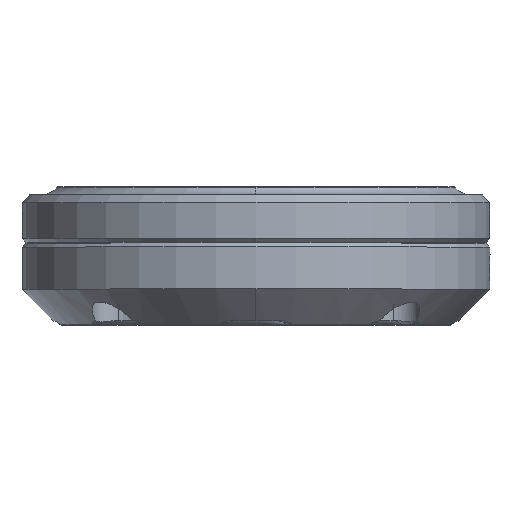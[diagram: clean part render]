
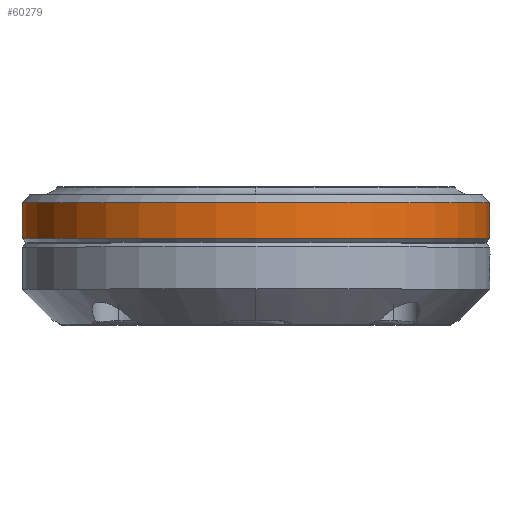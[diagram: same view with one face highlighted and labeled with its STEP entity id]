
A CAD part, top view. The second image highlights one B-rep face of the part: STEP entity #60279.
In plain terms, the highlighted cylindrical face has radius 29.5 mm (diameter 59 mm), a partial arc.
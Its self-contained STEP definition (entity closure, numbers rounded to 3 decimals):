
#2894 = DIRECTION ( 'NONE',  ( 0., 1., 0. ) ) ;
#4839 = CARTESIAN_POINT ( 'NONE',  ( 22.778, 12.2, 25.995 ) ) ;
#11207 = CYLINDRICAL_SURFACE ( 'NONE', #84878, 29.5 ) ;
#15894 = CARTESIAN_POINT ( 'NONE',  ( 22.778, 15.2, 25.995 ) ) ;
#16741 = EDGE_CURVE ( 'NONE', #92256, #89881, #86874, .T. ) ;
#26075 = B_SPLINE_CURVE_WITH_KNOTS ( 'NONE', 3,
 ( #86399, #95171, #51736, #112755 ),
 .UNSPECIFIED., .F., .F.,
 ( 4, 4 ),
 ( 0.167, 0.917 ),
 .UNSPECIFIED. ) ;
#27669 = DIRECTION ( 'NONE',  ( 0., 1., 0. ) ) ;
#27867 = CARTESIAN_POINT ( 'NONE',  ( 0., 10.7, 74.24 ) ) ;
#30409 = EDGE_LOOP ( 'NONE', ( #104107, #60983, #85434, #63919, #68880 ) ) ;
#31092 = CARTESIAN_POINT ( 'NONE',  ( 22.778, 13.7, 25.995 ) ) ;
#40529 = EDGE_CURVE ( 'NONE', #89881, #100160, #26075, .T. ) ;
#42994 = CARTESIAN_POINT ( 'NONE',  ( -22.778, 15.2, 25.995 ) ) ;
#45268 = CARTESIAN_POINT ( 'NONE',  ( 0., 15.2, 44.74 ) ) ;
#46169 = VERTEX_POINT ( 'NONE', #84432 ) ;
#48654 = EDGE_CURVE ( 'NONE', #79974, #46169, #73381, .T. ) ;
#50500 = DIRECTION ( 'NONE',  ( 0., -1., 0. ) ) ;
#51736 = CARTESIAN_POINT ( 'NONE',  ( -22.778, 12.2, 25.995 ) ) ;
#52600 = B_SPLINE_CURVE_WITH_KNOTS ( 'NONE', 3,
 ( #65703, #4839, #31092, #91989 ),
 .UNSPECIFIED., .F., .F.,
 ( 4, 4 ),
 ( 0.083, 0.833 ),
 .UNSPECIFIED. ) ;
#53997 = DIRECTION ( 'NONE',  ( 0., 0., 1. ) ) ;
#54355 = AXIS2_PLACEMENT_3D ( 'NONE', #55010, #2894, #63812 ) ;
#55010 = CARTESIAN_POINT ( 'NONE',  ( 0., 10.7, 44.74 ) ) ;
#60279 = ADVANCED_FACE ( 'NONE', ( #91637 ), #11207, .T. ) ;
#60983 = ORIENTED_EDGE ( 'NONE', *, *, #82102, .T. ) ;
#63812 = DIRECTION ( 'NONE',  ( 0., 0., 1. ) ) ;
#63919 = ORIENTED_EDGE ( 'NONE', *, *, #105902, .T. ) ;
#65703 = CARTESIAN_POINT ( 'NONE',  ( 22.778, 10.7, 25.995 ) ) ;
#68880 = ORIENTED_EDGE ( 'NONE', *, *, #16741, .T. ) ;
#70648 = CARTESIAN_POINT ( 'NONE',  ( -22.778, 10.7, 25.995 ) ) ;
#72434 = AXIS2_PLACEMENT_3D ( 'NONE', #45268, #106222, #53997 ) ;
#72545 = CIRCLE ( 'NONE', #54355, 29.5 ) ;
#73381 = CIRCLE ( 'NONE', #102468, 29.5 ) ;
#79808 = CARTESIAN_POINT ( 'NONE',  ( 0., 10.7, 44.74 ) ) ;
#79974 = VERTEX_POINT ( 'NONE', #27867 ) ;
#82102 = EDGE_CURVE ( 'NONE', #100160, #79974, #72545, .T. ) ;
#84432 = CARTESIAN_POINT ( 'NONE',  ( 22.778, 10.7, 25.995 ) ) ;
#84878 = AXIS2_PLACEMENT_3D ( 'NONE', #111532, #50500, #111888 ) ;
#85434 = ORIENTED_EDGE ( 'NONE', *, *, #48654, .T. ) ;
#86399 = CARTESIAN_POINT ( 'NONE',  ( -22.778, 15.2, 25.995 ) ) ;
#86874 = CIRCLE ( 'NONE', #72434, 29.5 ) ;
#88617 = DIRECTION ( 'NONE',  ( 0., 0., 1. ) ) ;
#89881 = VERTEX_POINT ( 'NONE', #42994 ) ;
#91637 = FACE_OUTER_BOUND ( 'NONE', #30409, .T. ) ;
#91989 = CARTESIAN_POINT ( 'NONE',  ( 22.778, 15.2, 25.995 ) ) ;
#92256 = VERTEX_POINT ( 'NONE', #15894 ) ;
#95171 = CARTESIAN_POINT ( 'NONE',  ( -22.778, 13.7, 25.995 ) ) ;
#100160 = VERTEX_POINT ( 'NONE', #70648 ) ;
#102468 = AXIS2_PLACEMENT_3D ( 'NONE', #79808, #27669, #88617 ) ;
#104107 = ORIENTED_EDGE ( 'NONE', *, *, #40529, .T. ) ;
#105902 = EDGE_CURVE ( 'NONE', #46169, #92256, #52600, .T. ) ;
#106222 = DIRECTION ( 'NONE',  ( 0., -1., 0. ) ) ;
#111532 = CARTESIAN_POINT ( 'NONE',  ( 0., 16.2, 44.74 ) ) ;
#111888 = DIRECTION ( 'NONE',  ( 0., 0., -1. ) ) ;
#112755 = CARTESIAN_POINT ( 'NONE',  ( -22.778, 10.7, 25.995 ) ) ;
